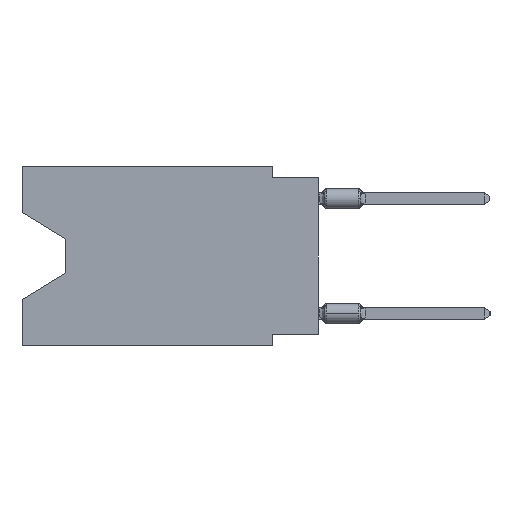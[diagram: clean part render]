
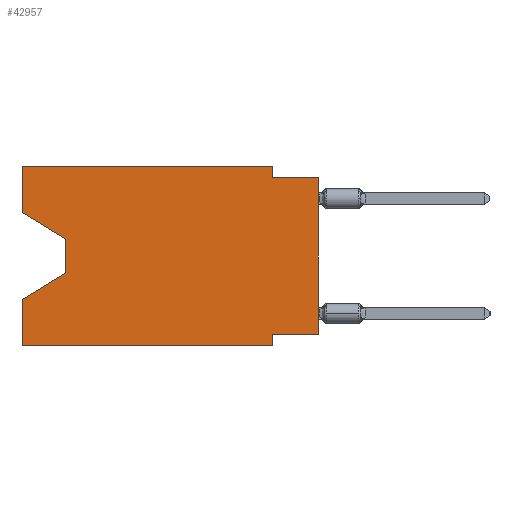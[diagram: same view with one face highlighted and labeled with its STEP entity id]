
A CAD part, left-side view. The second image highlights one B-rep face of the part: STEP entity #42957.
In plain terms, the highlighted planar face has unit normal (-1, 0, 0).
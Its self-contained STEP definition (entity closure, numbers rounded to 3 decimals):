
#49 = VECTOR ( 'NONE', #10444, 1000. ) ;
#337 = ORIENTED_EDGE ( 'NONE', *, *, #34245, .T. ) ;
#460 = LINE ( 'NONE', #11177, #9375 ) ;
#494 = CARTESIAN_POINT ( 'NONE',  ( 0., 2.54, 0. ) ) ;
#861 = LINE ( 'NONE', #27117, #30268 ) ;
#1436 = CARTESIAN_POINT ( 'NONE',  ( 0., 0., -0.635 ) ) ;
#1585 = CARTESIAN_POINT ( 'NONE',  ( 0., 2.54, -9.906 ) ) ;
#1955 = CARTESIAN_POINT ( 'NONE',  ( 0., 2.54, 0. ) ) ;
#2241 = VECTOR ( 'NONE', #15236, 1000. ) ;
#2276 = EDGE_CURVE ( 'NONE', #10148, #46219, #43722, .T. ) ;
#2373 = ORIENTED_EDGE ( 'NONE', *, *, #14943, .F. ) ;
#3339 = LINE ( 'NONE', #18646, #42635 ) ;
#4419 = CARTESIAN_POINT ( 'NONE',  ( 0., 2.54, -9.906 ) ) ;
#4454 = LINE ( 'NONE', #8103, #38727 ) ;
#5116 = DIRECTION ( 'NONE',  ( 0., -1., 0. ) ) ;
#5405 = CARTESIAN_POINT ( 'NONE',  ( 0., 13.97, -5.893 ) ) ;
#5424 = VECTOR ( 'NONE', #28549, 1000. ) ;
#6083 = EDGE_CURVE ( 'NONE', #34633, #39535, #20046, .T. ) ;
#6519 = VERTEX_POINT ( 'NONE', #15643 ) ;
#7054 = ORIENTED_EDGE ( 'NONE', *, *, #2276, .T. ) ;
#7785 = VECTOR ( 'NONE', #34281, 1000. ) ;
#8043 = FACE_OUTER_BOUND ( 'NONE', #45311, .T. ) ;
#8103 = CARTESIAN_POINT ( 'NONE',  ( 0., 16.383, 0. ) ) ;
#9375 = VECTOR ( 'NONE', #40803, 1000. ) ;
#10148 = VERTEX_POINT ( 'NONE', #44797 ) ;
#10253 = ORIENTED_EDGE ( 'NONE', *, *, #42842, .F. ) ;
#10444 = DIRECTION ( 'NONE',  ( 0., 0., 1. ) ) ;
#10559 = LINE ( 'NONE', #43605, #5424 ) ;
#10951 = ORIENTED_EDGE ( 'NONE', *, *, #14747, .T. ) ;
#11177 = CARTESIAN_POINT ( 'NONE',  ( 0., 13.97, -5.893 ) ) ;
#11352 = DIRECTION ( 'NONE',  ( 0., -1., 0. ) ) ;
#12758 = CARTESIAN_POINT ( 'NONE',  ( 0., 16.383, -9.906 ) ) ;
#12787 = EDGE_CURVE ( 'NONE', #19255, #32802, #3339, .T. ) ;
#12892 = CARTESIAN_POINT ( 'NONE',  ( 0., 0., -0.635 ) ) ;
#13558 = EDGE_CURVE ( 'NONE', #18655, #6519, #4454, .T. ) ;
#13753 = CARTESIAN_POINT ( 'NONE',  ( 0., 16.383, -9.906 ) ) ;
#13850 = CARTESIAN_POINT ( 'NONE',  ( 0., 16.383, -2.546 ) ) ;
#13872 = EDGE_CURVE ( 'NONE', #32802, #46058, #20172, .T. ) ;
#14282 = DIRECTION ( 'NONE',  ( 0., -0.855, -0.519 ) ) ;
#14388 = LINE ( 'NONE', #12892, #17124 ) ;
#14747 = EDGE_CURVE ( 'NONE', #24776, #36207, #861, .T. ) ;
#14943 = EDGE_CURVE ( 'NONE', #30293, #19255, #10559, .T. ) ;
#15236 = DIRECTION ( 'NONE',  ( 0., 1., 0. ) ) ;
#15643 = CARTESIAN_POINT ( 'NONE',  ( 0., 16.383, -7.36 ) ) ;
#15696 = DIRECTION ( 'NONE',  ( 0., 0., -1. ) ) ;
#15831 = ORIENTED_EDGE ( 'NONE', *, *, #12787, .F. ) ;
#17124 = VECTOR ( 'NONE', #5116, 1000. ) ;
#17339 = EDGE_CURVE ( 'NONE', #10148, #34633, #34189, .T. ) ;
#17768 = ORIENTED_EDGE ( 'NONE', *, *, #13558, .F. ) ;
#17928 = LINE ( 'NONE', #47552, #45025 ) ;
#18646 = CARTESIAN_POINT ( 'NONE',  ( 0., 16.383, 0. ) ) ;
#18655 = VERTEX_POINT ( 'NONE', #13753 ) ;
#19255 = VERTEX_POINT ( 'NONE', #44752 ) ;
#20046 = LINE ( 'NONE', #1585, #31358 ) ;
#20172 = LINE ( 'NONE', #494, #7785 ) ;
#20187 = DIRECTION ( 'NONE',  ( 1., 0., 0. ) ) ;
#20892 = CARTESIAN_POINT ( 'NONE',  ( 0., 0., 0. ) ) ;
#23926 = DIRECTION ( 'NONE',  ( 0., -1., 0. ) ) ;
#24062 = ORIENTED_EDGE ( 'NONE', *, *, #17339, .F. ) ;
#24776 = VERTEX_POINT ( 'NONE', #42617 ) ;
#26968 = ORIENTED_EDGE ( 'NONE', *, *, #6083, .F. ) ;
#27117 = CARTESIAN_POINT ( 'NONE',  ( 0., 13.97, -4.013 ) ) ;
#27290 = VECTOR ( 'NONE', #23926, 1000. ) ;
#27468 = ORIENTED_EDGE ( 'NONE', *, *, #43105, .T. ) ;
#28093 = EDGE_CURVE ( 'NONE', #18655, #39535, #46037, .T. ) ;
#28549 = DIRECTION ( 'NONE',  ( 0., 0., 1. ) ) ;
#30268 = VECTOR ( 'NONE', #15696, 1000. ) ;
#30293 = VERTEX_POINT ( 'NONE', #13850 ) ;
#31358 = VECTOR ( 'NONE', #46049, 1000. ) ;
#31384 = PLANE ( 'NONE',  #31878 ) ;
#31878 = AXIS2_PLACEMENT_3D ( 'NONE', #34042, #20187, #35016 ) ;
#32802 = VERTEX_POINT ( 'NONE', #1955 ) ;
#33648 = DIRECTION ( 'NONE',  ( 0., 0., 1. ) ) ;
#34042 = CARTESIAN_POINT ( 'NONE',  ( 0., 16.383, 0. ) ) ;
#34189 = LINE ( 'NONE', #41468, #2241 ) ;
#34245 = EDGE_CURVE ( 'NONE', #36207, #6519, #460, .T. ) ;
#34281 = DIRECTION ( 'NONE',  ( 0., 0., -1. ) ) ;
#34633 = VERTEX_POINT ( 'NONE', #36866 ) ;
#35016 = DIRECTION ( 'NONE',  ( 0., 0., -1. ) ) ;
#36207 = VERTEX_POINT ( 'NONE', #5405 ) ;
#36866 = CARTESIAN_POINT ( 'NONE',  ( 0., 2.54, -9.271 ) ) ;
#38727 = VECTOR ( 'NONE', #33648, 1000. ) ;
#39535 = VERTEX_POINT ( 'NONE', #4419 ) ;
#40803 = DIRECTION ( 'NONE',  ( 0., 0.855, -0.519 ) ) ;
#41468 = CARTESIAN_POINT ( 'NONE',  ( 0., 0., -9.271 ) ) ;
#42617 = CARTESIAN_POINT ( 'NONE',  ( 0., 13.97, -4.013 ) ) ;
#42635 = VECTOR ( 'NONE', #11352, 1000. ) ;
#42842 = EDGE_CURVE ( 'NONE', #46058, #46219, #14388, .T. ) ;
#42957 = ADVANCED_FACE ( 'NONE', ( #8043 ), #31384, .F. ) ;
#43105 = EDGE_CURVE ( 'NONE', #30293, #24776, #17928, .T. ) ;
#43605 = CARTESIAN_POINT ( 'NONE',  ( 0., 16.383, 0. ) ) ;
#43722 = LINE ( 'NONE', #20892, #49 ) ;
#44044 = ORIENTED_EDGE ( 'NONE', *, *, #28093, .T. ) ;
#44752 = CARTESIAN_POINT ( 'NONE',  ( 0., 16.383, 0. ) ) ;
#44797 = CARTESIAN_POINT ( 'NONE',  ( 0., 0., -9.271 ) ) ;
#45025 = VECTOR ( 'NONE', #14282, 1000. ) ;
#45311 = EDGE_LOOP ( 'NONE', ( #27468, #10951, #337, #17768, #44044, #26968, #24062, #7054, #10253, #47158, #15831, #2373 ) ) ;
#46037 = LINE ( 'NONE', #12758, #27290 ) ;
#46049 = DIRECTION ( 'NONE',  ( 0., 0., -1. ) ) ;
#46058 = VERTEX_POINT ( 'NONE', #46925 ) ;
#46219 = VERTEX_POINT ( 'NONE', #1436 ) ;
#46925 = CARTESIAN_POINT ( 'NONE',  ( 0., 2.54, -0.635 ) ) ;
#47158 = ORIENTED_EDGE ( 'NONE', *, *, #13872, .F. ) ;
#47552 = CARTESIAN_POINT ( 'NONE',  ( 0., 16.383, -2.546 ) ) ;
